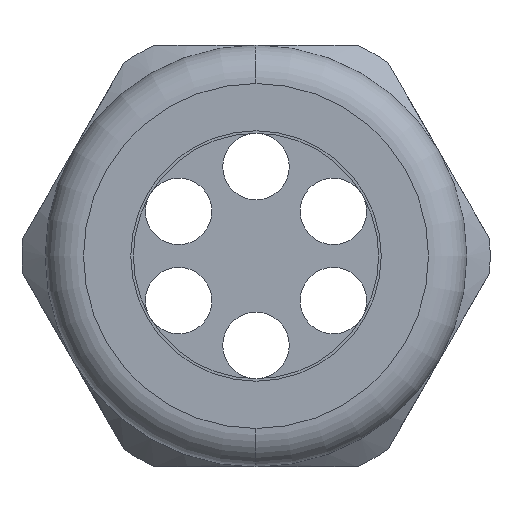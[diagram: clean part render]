
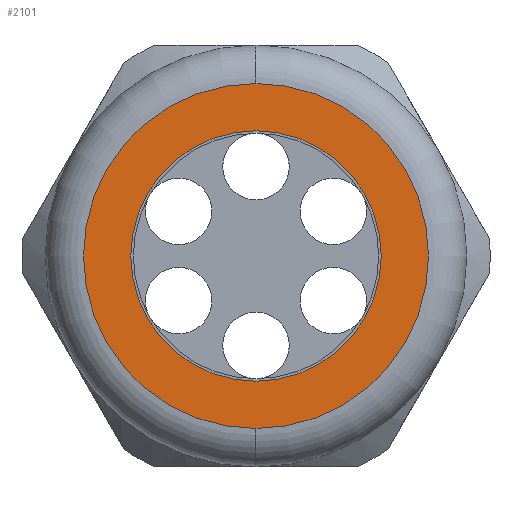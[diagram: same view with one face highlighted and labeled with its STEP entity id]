
A CAD part, left-side view. The second image highlights one B-rep face of the part: STEP entity #2101.
In plain terms, the highlighted planar face has unit normal (-1, 0, 0).
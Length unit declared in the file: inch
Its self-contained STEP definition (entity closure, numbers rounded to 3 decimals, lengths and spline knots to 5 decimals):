
#443 = VERTEX_POINT ( 'NONE', #3664 ) ;
#469 = VERTEX_POINT ( 'NONE', #3734 ) ;
#470 = EDGE_CURVE ( 'NONE', #469, #443, #3733, .T. ) ;
#1738 = VERTEX_POINT ( 'NONE', #6250 ) ;
#2101 = ADVANCED_FACE ( 'NONE', ( #6985, #6984 ), #6983, .T. ) ;
#2102 = EDGE_LOOP ( 'NONE', ( #2103, #2104 ) ) ;
#2103 = ORIENTED_EDGE ( 'NONE', *, *, #5649, .T. ) ;
#2104 = ORIENTED_EDGE ( 'NONE', *, *, #2105, .T. ) ;
#2105 = EDGE_CURVE ( 'NONE', #1738, #5170, #6978, .T. ) ;
#2106 = EDGE_LOOP ( 'NONE', ( #2107, #2161 ) ) ;
#2107 = ORIENTED_EDGE ( 'NONE', *, *, #2160, .T. ) ;
#2160 = EDGE_CURVE ( 'NONE', #443, #469, #7036, .T. ) ;
#2161 = ORIENTED_EDGE ( 'NONE', *, *, #470, .T. ) ;
#3664 = CARTESIAN_POINT ( 'NONE',  ( -1.72, 0., -0.49 ) ) ;
#3729 = DIRECTION ( 'NONE',  ( 0., 0., -1. ) ) ;
#3730 = DIRECTION ( 'NONE',  ( 1., 0., 0. ) ) ;
#3731 = CARTESIAN_POINT ( 'NONE',  ( -1.72, 0., 0. ) ) ;
#3732 = AXIS2_PLACEMENT_3D ( 'NONE', #3731, #3730, #3729 ) ;
#3733 = CIRCLE ( 'NONE', #3732, 0.49 ) ;
#3734 = CARTESIAN_POINT ( 'NONE',  ( -1.72, 0., 0.49 ) ) ;
#5170 = VERTEX_POINT ( 'NONE', #8053 ) ;
#5649 = EDGE_CURVE ( 'NONE', #5170, #1738, #8038, .T. ) ;
#6250 = CARTESIAN_POINT ( 'NONE',  ( -1.72, 0., -0.675 ) ) ;
#6974 = DIRECTION ( 'NONE',  ( 0., 0., 1. ) ) ;
#6975 = DIRECTION ( 'NONE',  ( -1., 0., 0. ) ) ;
#6976 = CARTESIAN_POINT ( 'NONE',  ( -1.72, 0., 0. ) ) ;
#6977 = AXIS2_PLACEMENT_3D ( 'NONE', #6976, #6975, #6974 ) ;
#6978 = CIRCLE ( 'NONE', #6977, 0.675 ) ;
#6979 = DIRECTION ( 'NONE',  ( 0., 0., 1. ) ) ;
#6980 = DIRECTION ( 'NONE',  ( -1., 0., 0. ) ) ;
#6981 = CARTESIAN_POINT ( 'NONE',  ( -1.72, 0.825, 0. ) ) ;
#6982 = AXIS2_PLACEMENT_3D ( 'NONE', #6981, #6980, #6979 ) ;
#6983 = PLANE ( 'NONE',  #6982 ) ;
#6984 = FACE_BOUND ( 'NONE', #2106, .T. ) ;
#6985 = FACE_OUTER_BOUND ( 'NONE', #2102, .T. ) ;
#7032 = DIRECTION ( 'NONE',  ( 0., 0., -1. ) ) ;
#7033 = DIRECTION ( 'NONE',  ( 1., 0., 0. ) ) ;
#7034 = CARTESIAN_POINT ( 'NONE',  ( -1.72, 0., 0. ) ) ;
#7035 = AXIS2_PLACEMENT_3D ( 'NONE', #7034, #7033, #7032 ) ;
#7036 = CIRCLE ( 'NONE', #7035, 0.49 ) ;
#8034 = DIRECTION ( 'NONE',  ( 0., 0., 1. ) ) ;
#8035 = DIRECTION ( 'NONE',  ( -1., 0., 0. ) ) ;
#8036 = CARTESIAN_POINT ( 'NONE',  ( -1.72, 0., 0. ) ) ;
#8037 = AXIS2_PLACEMENT_3D ( 'NONE', #8036, #8035, #8034 ) ;
#8038 = CIRCLE ( 'NONE', #8037, 0.675 ) ;
#8053 = CARTESIAN_POINT ( 'NONE',  ( -1.72, 0., 0.675 ) ) ;
